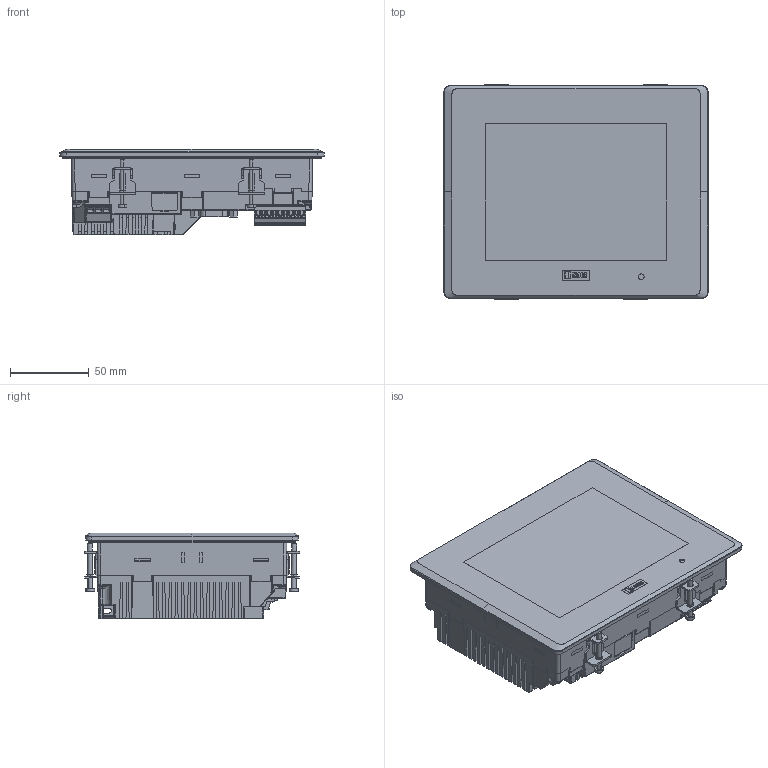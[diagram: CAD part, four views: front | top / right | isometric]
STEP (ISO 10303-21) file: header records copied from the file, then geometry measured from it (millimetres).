
FILE_DESCRIPTION (( 'STEP AP214' ), '1' );
FILE_NAME ('HG2G-V5FT22TF.STEP', '2019-04-26T06:39:25', ( '' ), ( '' ), 'SwSTEP 2.0', 'SolidWorks 2017', '' );
FILE_SCHEMA (( 'AUTOMOTIVE_DESIGN' ));
Length unit declared in the file: millimetre
Products named in the file (5): SLD-K02_蹬怮椔; SLDN-STOP-SCREW_蹬怮椔; SLD-METAL-FITTING_蹬怮椔; HG2G-V5FT22TF_蹬怮椔; HG2G-V5FT22TF
Assembly tree (7 placements, depth 3):
  HG2G-V5FT22TF
    HG2G-V5FT22TF_蹬怮椔
    SLD-K02_蹬怮椔  x4
      SLD-METAL-FITTING_蹬怮椔
      SLDN-STOP-SCREW_蹬怮椔
Bounding box: 167.2 x 136.26 x 54.43 mm (x, y, z)
Volume: 775419.3 mm3; surface area: 144168.3 mm2
Topology: 9 solids, 38 shells, 4726 faces, 12603 edges, 8056 vertices
Faces by surface type: plane 3243, cylinder 867, bspline 346, cone 92, sphere 90, torus 88
Entity records: 149212 total; most frequent: CARTESIAN_POINT 39869, ORIENTED_EDGE 23908, DIRECTION 20581, EDGE_CURVE 11954, VECTOR 9341, LINE 9341, VERTEX_POINT 7639, AXIS2_PLACEMENT_3D 5620
